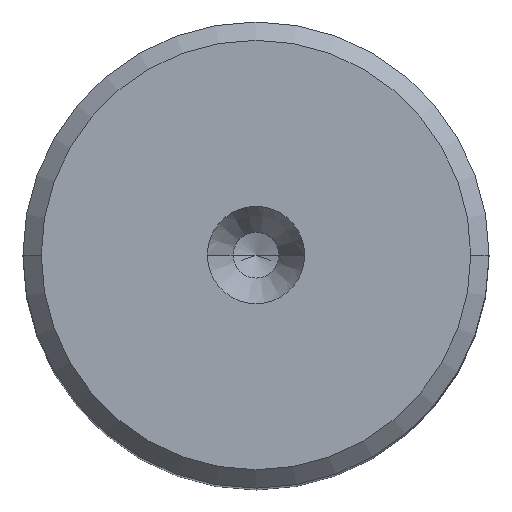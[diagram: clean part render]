
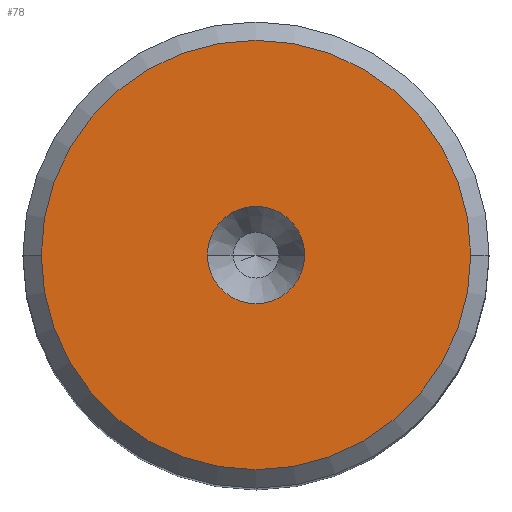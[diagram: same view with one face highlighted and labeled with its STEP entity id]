
A CAD part, top view. The second image highlights one B-rep face of the part: STEP entity #78.
In plain terms, the highlighted planar face has unit normal (0, 0, 1).
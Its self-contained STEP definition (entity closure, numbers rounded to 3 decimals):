
#28=FACE_BOUND('',#165,.T.);
#29=FACE_BOUND('',#166,.T.);
#53=PLANE('',#698);
#78=ADVANCED_FACE('',(#28,#29),#53,.T.);
#165=EDGE_LOOP('',(#250,#251));
#166=EDGE_LOOP('',(#252,#253,#254,#255));
#250=ORIENTED_EDGE('',*,*,#412,.T.);
#251=ORIENTED_EDGE('',*,*,#415,.T.);
#252=ORIENTED_EDGE('',*,*,#416,.T.);
#253=ORIENTED_EDGE('',*,*,#417,.T.);
#254=ORIENTED_EDGE('',*,*,#418,.T.);
#255=ORIENTED_EDGE('',*,*,#419,.T.);
#354=VERTEX_POINT('',#1071);
#355=VERTEX_POINT('',#1072);
#356=VERTEX_POINT('',#1079);
#357=VERTEX_POINT('',#1080);
#358=VERTEX_POINT('',#1082);
#359=VERTEX_POINT('',#1084);
#412=EDGE_CURVE('',#354,#355,#482,.T.);
#415=EDGE_CURVE('',#355,#354,#483,.T.);
#416=EDGE_CURVE('',#356,#357,#484,.T.);
#417=EDGE_CURVE('',#357,#358,#485,.T.);
#418=EDGE_CURVE('',#358,#359,#486,.T.);
#419=EDGE_CURVE('',#359,#356,#487,.T.);
#482=CIRCLE('',#690,2.65);
#483=CIRCLE('',#692,2.65);
#484=CIRCLE('',#694,11.7);
#485=CIRCLE('',#695,11.7);
#486=CIRCLE('',#696,11.7);
#487=CIRCLE('',#697,11.7);
#690=AXIS2_PLACEMENT_3D('',#1070,#836,#837);
#692=AXIS2_PLACEMENT_3D('',#1076,#842,#843);
#694=AXIS2_PLACEMENT_3D('',#1078,#846,#847);
#695=AXIS2_PLACEMENT_3D('',#1081,#848,#849);
#696=AXIS2_PLACEMENT_3D('',#1083,#850,#851);
#697=AXIS2_PLACEMENT_3D('',#1085,#852,#853);
#698=AXIS2_PLACEMENT_3D('',#1086,#854,#855);
#836=DIRECTION('',(0.,0.,-1.));
#837=DIRECTION('',(-1.,0.,0.));
#842=DIRECTION('',(0.,0.,-1.));
#843=DIRECTION('',(1.,0.,0.));
#846=DIRECTION('',(0.,0.,1.));
#847=DIRECTION('',(0.,-1.,0.));
#848=DIRECTION('',(0.,0.,1.));
#849=DIRECTION('',(1.,0.,0.));
#850=DIRECTION('',(0.,0.,1.));
#851=DIRECTION('',(0.,1.,0.));
#852=DIRECTION('',(0.,0.,1.));
#853=DIRECTION('',(-1.,0.,0.));
#854=DIRECTION('',(0.,0.,1.));
#855=DIRECTION('',(-1.,0.,0.));
#1070=CARTESIAN_POINT('',(0.,0.,28.97));
#1071=CARTESIAN_POINT('',(-2.65,0.,28.97));
#1072=CARTESIAN_POINT('',(2.65,0.,28.97));
#1076=CARTESIAN_POINT('',(0.,0.,28.97));
#1078=CARTESIAN_POINT('',(0.,0.,28.97));
#1079=CARTESIAN_POINT('',(0.,-11.7,28.97));
#1080=CARTESIAN_POINT('',(11.7,0.,28.97));
#1081=CARTESIAN_POINT('',(0.,0.,28.97));
#1082=CARTESIAN_POINT('',(0.,11.7,28.97));
#1083=CARTESIAN_POINT('',(0.,0.,28.97));
#1084=CARTESIAN_POINT('',(-11.7,0.,28.97));
#1085=CARTESIAN_POINT('',(0.,0.,28.97));
#1086=CARTESIAN_POINT('',(0.,0.,28.97));
